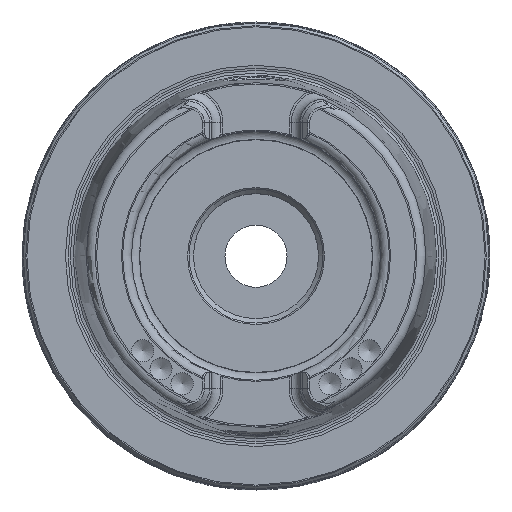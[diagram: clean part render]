
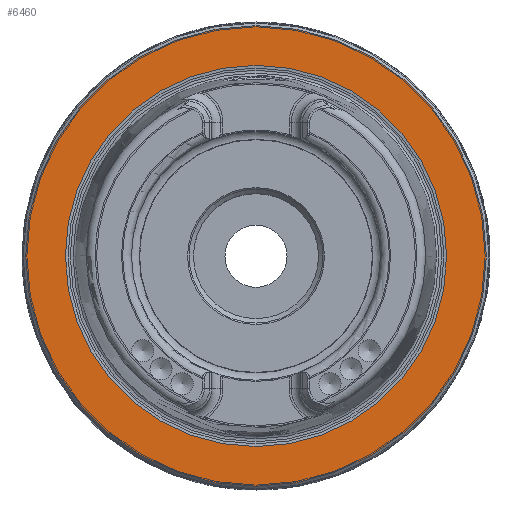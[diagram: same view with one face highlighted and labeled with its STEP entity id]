
A CAD part, top view. The second image highlights one B-rep face of the part: STEP entity #6460.
In plain terms, the highlighted planar face has unit normal (0, 0, 1).
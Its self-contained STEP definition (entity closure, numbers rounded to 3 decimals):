
#1582=ORIENTED_EDGE('',*,*,#2419,.T.);
#1583=ORIENTED_EDGE('',*,*,#2418,.F.);
#2418=EDGE_CURVE('',#2900,#2900,#3166,.T.);
#2419=EDGE_CURVE('',#2901,#2901,#3167,.T.);
#2900=VERTEX_POINT('',#10270);
#2901=VERTEX_POINT('',#10273);
#3166=CIRCLE('',#6963,25.782);
#3167=CIRCLE('',#6965,31.15);
#3512=EDGE_LOOP('',(#1582));
#3513=EDGE_LOOP('',(#1583));
#3958=FACE_BOUND('',#3512,.T.);
#3959=FACE_BOUND('',#3513,.T.);
#4171=PLANE('',#6964);
#6460=ADVANCED_FACE('',(#3958,#3959),#4171,.T.);
#6963=AXIS2_PLACEMENT_3D('',#10269,#8052,#8053);
#6964=AXIS2_PLACEMENT_3D('',#10271,#8054,#8055);
#6965=AXIS2_PLACEMENT_3D('',#10272,#8056,#8057);
#8052=DIRECTION('',(0.,0.,1.));
#8053=DIRECTION('',(1.,0.,0.));
#8054=DIRECTION('',(0.,0.,1.));
#8055=DIRECTION('',(1.,0.,0.));
#8056=DIRECTION('',(0.,0.,1.));
#8057=DIRECTION('',(1.,0.,0.));
#10269=CARTESIAN_POINT('',(0.,0.,0.2));
#10270=CARTESIAN_POINT('',(25.782,0.,0.2));
#10271=CARTESIAN_POINT('',(25.782,0.,0.2));
#10272=CARTESIAN_POINT('',(0.,0.,0.2));
#10273=CARTESIAN_POINT('',(31.15,0.,0.2));
